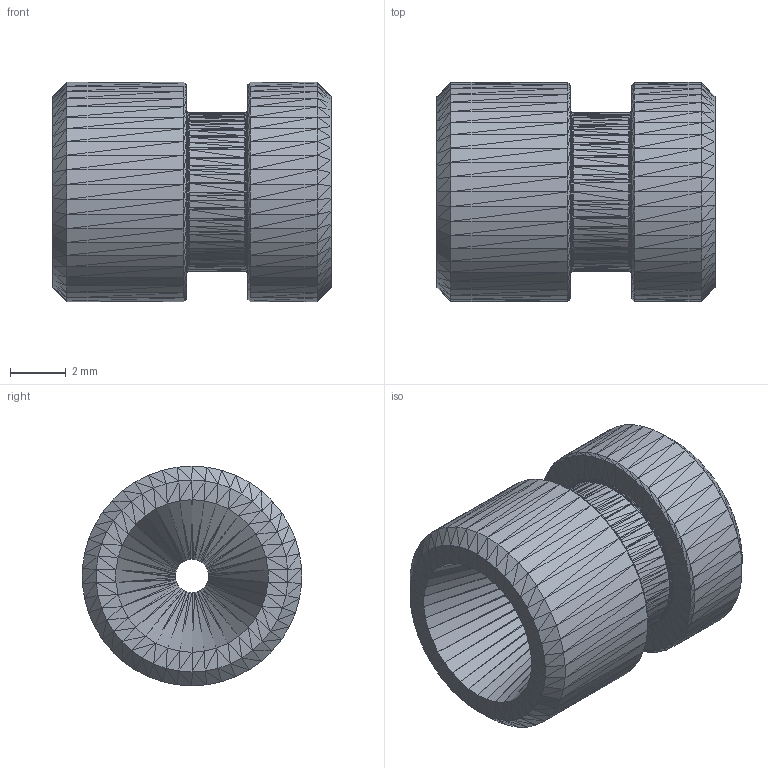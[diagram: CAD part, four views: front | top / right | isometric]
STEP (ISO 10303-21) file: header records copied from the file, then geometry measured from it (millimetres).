
FILE_DESCRIPTION(('CAx-IF Rec.Pracs.---Model Styling and Organization---1.5---2016-08-15','CAx-IF Rec.Pracs.---Geometric and Assembly Validation Properties---4.4---2016-08-17','CAx-IF Rec.Pracs.---User Defined Attributes---1.5---2016-08-15','CAx-IF Rec.Pracs.---External References---2.1---2005-01-19'),'2;1');
FILE_NAME('P62_Venturi.stp','2024-10-11T23:57:34',('Unspecified'),('Unspecified'),'CAD Exchanger 3.8.0 (cadexchanger.com)','Unspecified','');
FILE_SCHEMA(('AUTOMOTIVE_DESIGN { 1 0 10303 214 1 1 1 1 }'));
Length unit declared in the file: millimetre
Products named in the file (1): P62_Venturi.SLDPRT
Bounding box: 10 x 7.88 x 7.9 mm (x, y, z)
Surface area: 428.3 mm2 (no closed solid volume)
Topology: 0 solids, 2756 shells, 2756 faces, 8268 edges, 8268 vertices
Faces by surface type: plane 2756
Entity records: 30330 total; most frequent: CARTESIAN_POINT 11024, DIRECTION 5512, FACE_SURFACE 2756, FACE_OUTER_BOUND 2756, POLY_LOOP 2756, PLANE 2756, AXIS2_PLACEMENT_3D 2756, APPLICATION_CONTEXT 1
